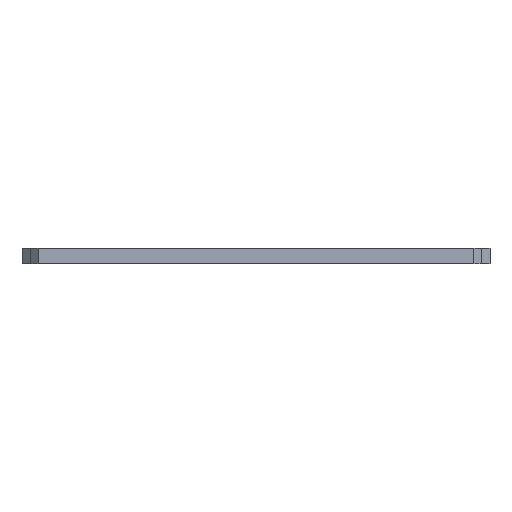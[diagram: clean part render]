
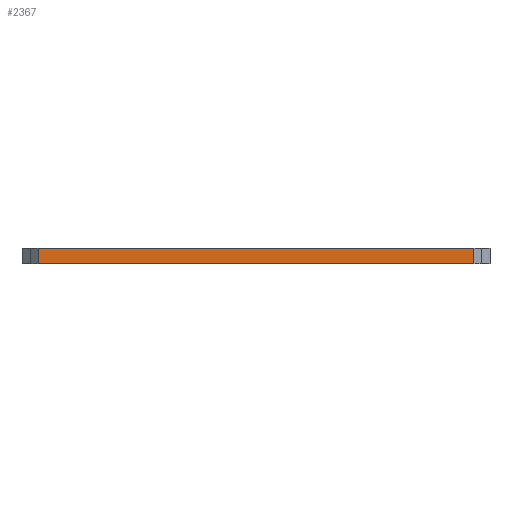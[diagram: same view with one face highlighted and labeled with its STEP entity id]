
A CAD part, front view. The second image highlights one B-rep face of the part: STEP entity #2367.
In plain terms, the highlighted planar face has unit normal (0, -1, 0).
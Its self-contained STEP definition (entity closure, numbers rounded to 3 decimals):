
#135=PLANE('',#2610);
#258=FACE_OUTER_BOUND('',#409,.T.);
#409=EDGE_LOOP('',(#2105,#2106,#2107,#2108));
#492=LINE('',#3486,#720);
#644=LINE('',#3940,#872);
#645=LINE('',#3943,#873);
#646=LINE('',#3944,#874);
#720=VECTOR('',#2778,10.);
#872=VECTOR('',#3260,10.);
#873=VECTOR('',#3263,10.);
#874=VECTOR('',#3264,10.);
#1067=VERTEX_POINT('',#3483);
#1068=VERTEX_POINT('',#3485);
#1205=VERTEX_POINT('',#3938);
#1206=VERTEX_POINT('',#3942);
#1299=EDGE_CURVE('',#1067,#1068,#492,.T.);
#1524=EDGE_CURVE('',#1205,#1068,#644,.T.);
#1525=EDGE_CURVE('',#1206,#1205,#645,.T.);
#1526=EDGE_CURVE('',#1206,#1067,#646,.T.);
#2105=ORIENTED_EDGE('',*,*,#1525,.T.);
#2106=ORIENTED_EDGE('',*,*,#1524,.T.);
#2107=ORIENTED_EDGE('',*,*,#1299,.F.);
#2108=ORIENTED_EDGE('',*,*,#1526,.F.);
#2367=ADVANCED_FACE('',(#258),#135,.T.);
#2610=AXIS2_PLACEMENT_3D('',#3941,#3261,#3262);
#2778=DIRECTION('',(-1.,0.,0.));
#3260=DIRECTION('',(0.,0.,-1.));
#3261=DIRECTION('center_axis',(0.,-1.,0.));
#3262=DIRECTION('ref_axis',(-1.,0.,0.));
#3263=DIRECTION('',(-1.,0.,0.));
#3264=DIRECTION('',(0.,0.,-1.));
#3483=CARTESIAN_POINT('',(88.5,-91.5,-6.35));
#3485=CARTESIAN_POINT('',(-88.5,-91.5,-6.35));
#3486=CARTESIAN_POINT('',(91.5,-91.5,-6.35));
#3938=CARTESIAN_POINT('',(-88.5,-91.5,0.));
#3940=CARTESIAN_POINT('',(-88.5,-91.5,0.));
#3941=CARTESIAN_POINT('Origin',(88.5,-91.5,0.));
#3942=CARTESIAN_POINT('',(88.5,-91.5,0.));
#3943=CARTESIAN_POINT('',(91.5,-91.5,0.));
#3944=CARTESIAN_POINT('',(88.5,-91.5,0.));
